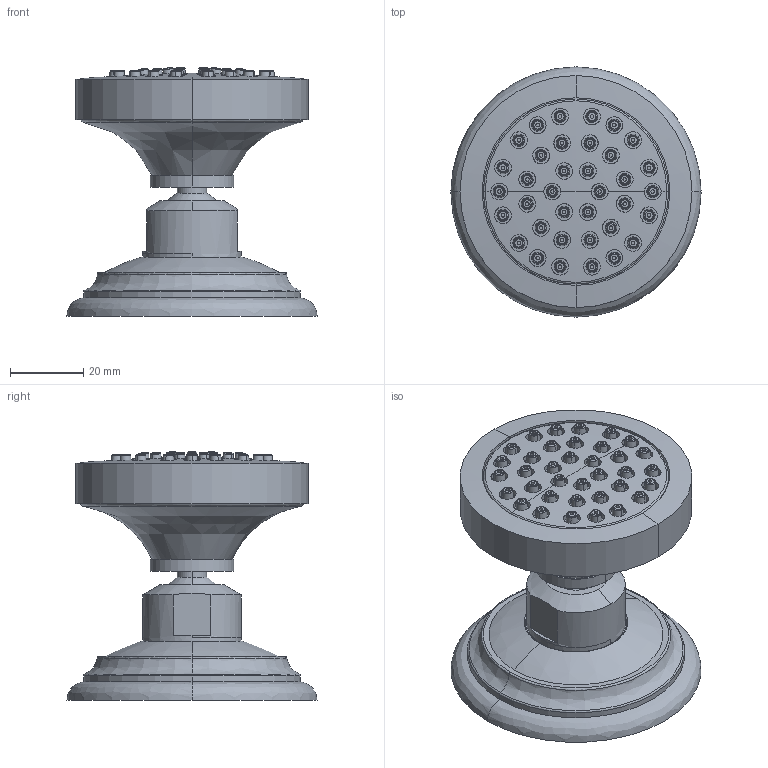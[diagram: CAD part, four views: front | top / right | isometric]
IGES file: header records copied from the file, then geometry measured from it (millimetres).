
Start section:  PTC IGES file: 2178.igs
Global section: file name: 2178.igs; native system: Creo Parametric by PTC Inc.; preprocessor: 2018400; author: jinson.thomas; organization: Unknown; date: 20210107.110632; units: inch
Bounding box: 68.48 x 68.48 x 67.91 mm (x, y, z)
Volume: 102499.2 mm3; surface area: 22142.6 mm2
Topology: 1 solids, 1 shells, 455 faces, 1073 edges, 729 vertices
Faces by surface type: revolution 325, bspline 120, extrusion 10
